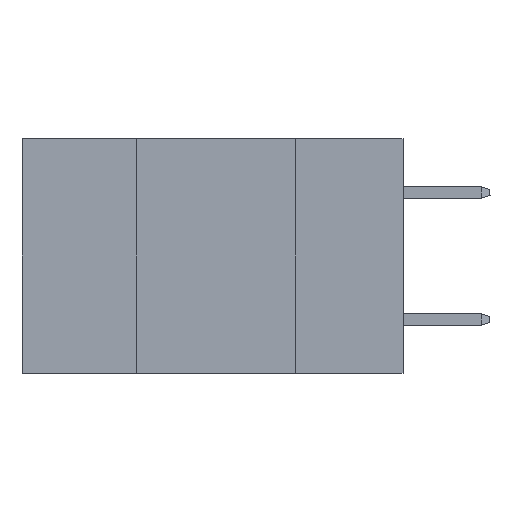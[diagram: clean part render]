
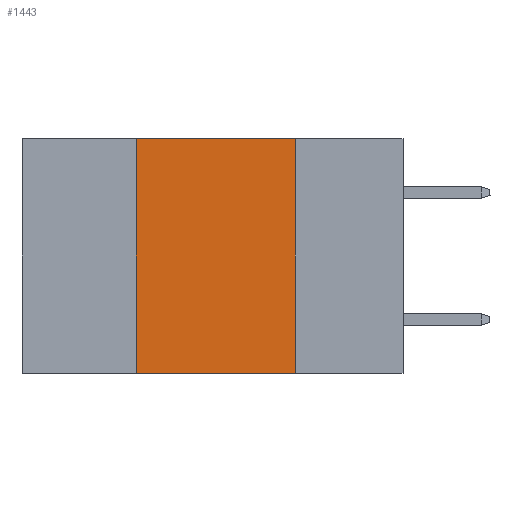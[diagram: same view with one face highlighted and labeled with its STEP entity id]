
A CAD part, left-side view. The second image highlights one B-rep face of the part: STEP entity #1443.
In plain terms, the highlighted planar face has unit normal (-1, 0, 0).
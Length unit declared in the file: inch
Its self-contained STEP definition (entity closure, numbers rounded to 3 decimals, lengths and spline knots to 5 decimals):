
#956 = VERTEX_POINT ( 'NONE', #33837 ) ;
#1209 = CARTESIAN_POINT ( 'NONE',  ( 0., 0.42, 0. ) ) ;
#1443 = ADVANCED_FACE ( 'NONE', ( #1498 ), #31397, .F. ) ;
#1498 = FACE_OUTER_BOUND ( 'NONE', #18474, .T. ) ;
#1531 = VERTEX_POINT ( 'NONE', #3866 ) ;
#1933 = AXIS2_PLACEMENT_3D ( 'NONE', #20878, #14706, #6947 ) ;
#2897 = DIRECTION ( 'NONE',  ( 0., 0., -1. ) ) ;
#2934 = ORIENTED_EDGE ( 'NONE', *, *, #6627, .F. ) ;
#3866 = CARTESIAN_POINT ( 'NONE',  ( 0., 0.17, 0. ) ) ;
#4693 = ORIENTED_EDGE ( 'NONE', *, *, #27673, .T. ) ;
#5430 = LINE ( 'NONE', #22086, #30423 ) ;
#6627 = EDGE_CURVE ( 'NONE', #1531, #956, #5430, .T. ) ;
#6947 = DIRECTION ( 'NONE',  ( 0., 0., -1. ) ) ;
#7407 = VECTOR ( 'NONE', #23173, 39.37008 ) ;
#9758 = ORIENTED_EDGE ( 'NONE', *, *, #23017, .F. ) ;
#10444 = LINE ( 'NONE', #17905, #7407 ) ;
#11019 = LINE ( 'NONE', #19173, #14687 ) ;
#14687 = VECTOR ( 'NONE', #27494, 39.37008 ) ;
#14690 = CARTESIAN_POINT ( 'NONE',  ( 0., 0.42, -0.37 ) ) ;
#14706 = DIRECTION ( 'NONE',  ( 1., 0., 0. ) ) ;
#17643 = VERTEX_POINT ( 'NONE', #1209 ) ;
#17905 = CARTESIAN_POINT ( 'NONE',  ( 0., 0.6, 0. ) ) ;
#18474 = EDGE_LOOP ( 'NONE', ( #2934, #24446, #9758, #4693 ) ) ;
#19173 = CARTESIAN_POINT ( 'NONE',  ( 0., 0.6, -0.37 ) ) ;
#20878 = CARTESIAN_POINT ( 'NONE',  ( 0., 0.6, 0. ) ) ;
#21106 = DIRECTION ( 'NONE',  ( 0., 0., 1. ) ) ;
#21278 = EDGE_CURVE ( 'NONE', #17643, #1531, #10444, .T. ) ;
#22086 = CARTESIAN_POINT ( 'NONE',  ( 0., 0.17, 0. ) ) ;
#23017 = EDGE_CURVE ( 'NONE', #33172, #17643, #26539, .T. ) ;
#23173 = DIRECTION ( 'NONE',  ( 0., -1., 0. ) ) ;
#23829 = CARTESIAN_POINT ( 'NONE',  ( 0., 0.42, 0. ) ) ;
#24446 = ORIENTED_EDGE ( 'NONE', *, *, #21278, .F. ) ;
#25900 = VECTOR ( 'NONE', #21106, 39.37008 ) ;
#26539 = LINE ( 'NONE', #23829, #25900 ) ;
#27494 = DIRECTION ( 'NONE',  ( 0., -1., 0. ) ) ;
#27673 = EDGE_CURVE ( 'NONE', #33172, #956, #11019, .T. ) ;
#30423 = VECTOR ( 'NONE', #2897, 39.37008 ) ;
#31397 = PLANE ( 'NONE',  #1933 ) ;
#33172 = VERTEX_POINT ( 'NONE', #14690 ) ;
#33837 = CARTESIAN_POINT ( 'NONE',  ( 0., 0.17, -0.37 ) ) ;
